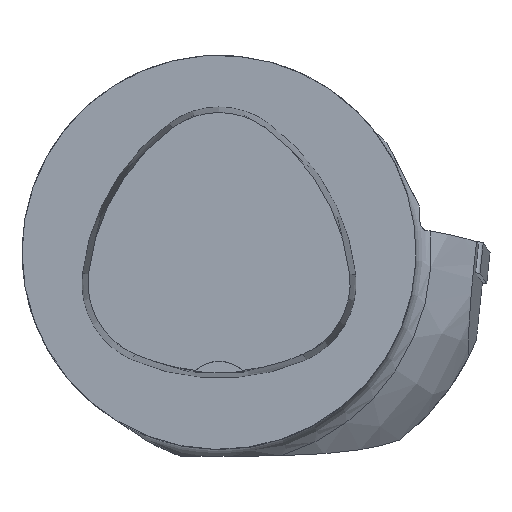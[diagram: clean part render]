
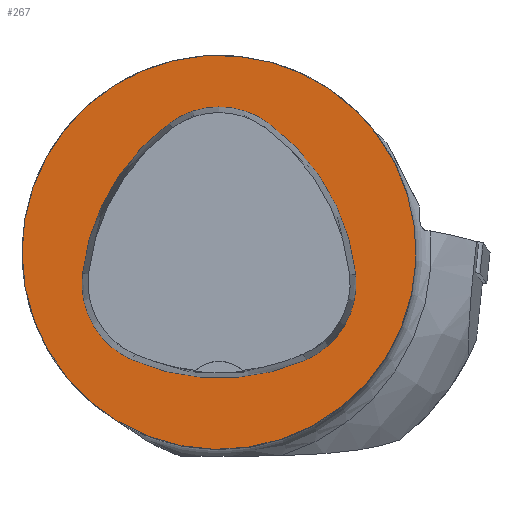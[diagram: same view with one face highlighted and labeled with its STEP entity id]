
A CAD part, top view. The second image highlights one B-rep face of the part: STEP entity #267.
In plain terms, the highlighted planar face has unit normal (0, 0, 1).
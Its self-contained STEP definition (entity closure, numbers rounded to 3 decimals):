
#113=FACE_BOUND('',#455,.T.);
#114=FACE_BOUND('',#456,.T.);
#150=CIRCLE('',#1442,40.);
#171=CIRCLE('',#1504,44.);
#173=CIRCLE('',#1507,17.);
#175=CIRCLE('',#1510,44.);
#177=CIRCLE('',#1513,17.);
#181=CIRCLE('',#1518,44.);
#183=CIRCLE('',#1521,17.);
#267=ADVANCED_FACE('',(#113,#114),#313,.T.);
#313=PLANE('',#1526);
#455=EDGE_LOOP('',(#775,#776,#777,#778,#779,#780));
#456=EDGE_LOOP('',(#781));
#775=ORIENTED_EDGE('',*,*,#1137,.T.);
#776=ORIENTED_EDGE('',*,*,#1117,.T.);
#777=ORIENTED_EDGE('',*,*,#1121,.T.);
#778=ORIENTED_EDGE('',*,*,#1124,.T.);
#779=ORIENTED_EDGE('',*,*,#1127,.T.);
#780=ORIENTED_EDGE('',*,*,#1135,.T.);
#781=ORIENTED_EDGE('',*,*,#1050,.F.);
#921=VERTEX_POINT('',#2167);
#959=VERTEX_POINT('',#2333);
#960=VERTEX_POINT('',#2334);
#963=VERTEX_POINT('',#2342);
#965=VERTEX_POINT('',#2348);
#967=VERTEX_POINT('',#2354);
#974=VERTEX_POINT('',#2375);
#1050=EDGE_CURVE('',#921,#921,#150,.T.);
#1117=EDGE_CURVE('',#959,#960,#171,.T.);
#1121=EDGE_CURVE('',#960,#963,#173,.T.);
#1124=EDGE_CURVE('',#963,#965,#175,.T.);
#1127=EDGE_CURVE('',#965,#967,#177,.T.);
#1135=EDGE_CURVE('',#967,#974,#181,.T.);
#1137=EDGE_CURVE('',#974,#959,#183,.T.);
#1442=AXIS2_PLACEMENT_3D('',#2166,#1652,#1653);
#1504=AXIS2_PLACEMENT_3D('',#2332,#1808,#1809);
#1507=AXIS2_PLACEMENT_3D('',#2341,#1816,#1817);
#1510=AXIS2_PLACEMENT_3D('',#2347,#1823,#1824);
#1513=AXIS2_PLACEMENT_3D('',#2353,#1830,#1831);
#1518=AXIS2_PLACEMENT_3D('',#2376,#1842,#1843);
#1521=AXIS2_PLACEMENT_3D('',#2379,#1848,#1849);
#1526=AXIS2_PLACEMENT_3D('',#2384,#1858,#1859);
#1652=DIRECTION('',(0.,0.,-1.));
#1653=DIRECTION('',(-1.,0.,0.));
#1808=DIRECTION('',(0.,0.,-1.));
#1809=DIRECTION('',(-1.,0.,0.));
#1816=DIRECTION('',(0.,0.,-1.));
#1817=DIRECTION('',(-1.,0.,0.));
#1823=DIRECTION('',(0.,0.,-1.));
#1824=DIRECTION('',(-1.,0.,0.));
#1830=DIRECTION('',(0.,0.,-1.));
#1831=DIRECTION('',(-1.,0.,0.));
#1842=DIRECTION('',(0.,0.,-1.));
#1843=DIRECTION('',(-1.,0.,0.));
#1848=DIRECTION('',(0.,0.,-1.));
#1849=DIRECTION('',(-1.,0.,0.));
#1858=DIRECTION('',(0.,0.,1.));
#1859=DIRECTION('',(1.,0.,0.));
#2166=CARTESIAN_POINT('',(0.,0.,0.));
#2167=CARTESIAN_POINT('',(-40.,0.,0.));
#2332=CARTESIAN_POINT('',(16.01,-9.224,0.));
#2333=CARTESIAN_POINT('',(-27.722,-4.378,0.));
#2334=CARTESIAN_POINT('',(-10.119,26.178,0.));
#2341=CARTESIAN_POINT('',(-0.023,12.5,0.));
#2342=CARTESIAN_POINT('',(10.049,26.194,0.));
#2347=CARTESIAN_POINT('',(-16.021,-9.25,0.));
#2348=CARTESIAN_POINT('',(27.71,-4.394,0.));
#2353=CARTESIAN_POINT('',(10.814,-6.27,0.));
#2354=CARTESIAN_POINT('',(17.611,-21.852,0.));
#2375=CARTESIAN_POINT('',(-17.652,-21.819,0.));
#2376=CARTESIAN_POINT('',(0.017,18.477,0.));
#2379=CARTESIAN_POINT('',(-10.825,-6.25,0.));
#2384=CARTESIAN_POINT('',(0.,0.,0.));
